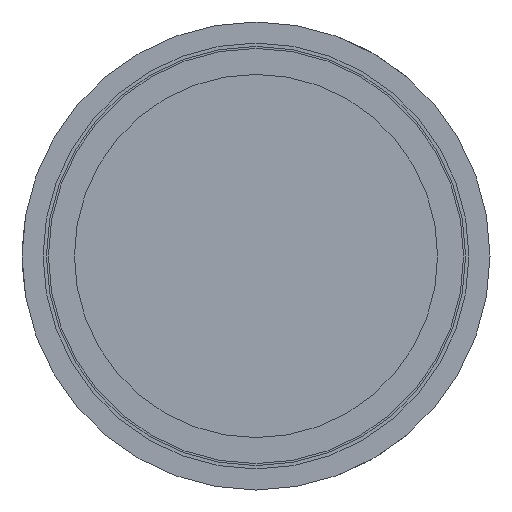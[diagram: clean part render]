
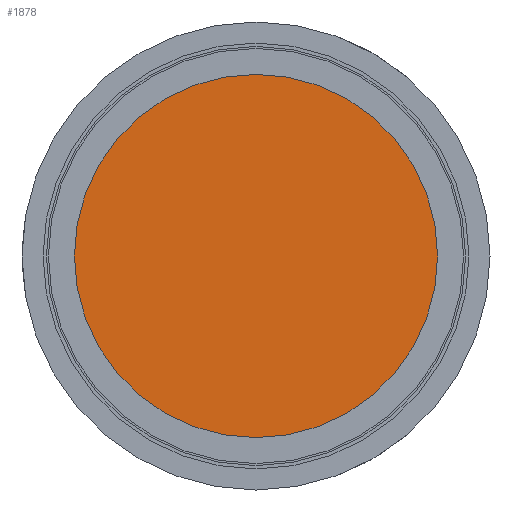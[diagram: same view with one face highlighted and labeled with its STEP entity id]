
A CAD part, left-side view. The second image highlights one B-rep face of the part: STEP entity #1878.
In plain terms, the highlighted planar face has unit normal (-1, 0, 0).
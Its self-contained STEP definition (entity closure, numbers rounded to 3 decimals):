
#172 = CIRCLE ( 'NONE', #458, 16.51 ) ;
#219 = DIRECTION ( 'NONE',  ( 1., 0., 0. ) ) ;
#254 = PLANE ( 'NONE',  #1845 ) ;
#266 = ORIENTED_EDGE ( 'NONE', *, *, #2178, .F. ) ;
#368 = AXIS2_PLACEMENT_3D ( 'NONE', #885, #219, #577 ) ;
#431 = DIRECTION ( 'NONE',  ( -1., 0., 0. ) ) ;
#454 = DIRECTION ( 'NONE',  ( 0., 1., 0. ) ) ;
#458 = AXIS2_PLACEMENT_3D ( 'NONE', #585, #1829, #454 ) ;
#577 = DIRECTION ( 'NONE',  ( 0., 1., 0. ) ) ;
#585 = CARTESIAN_POINT ( 'NONE',  ( -23.516, 0., 0. ) ) ;
#827 = EDGE_LOOP ( 'NONE', ( #1209, #266 ) ) ;
#885 = CARTESIAN_POINT ( 'NONE',  ( -23.516, 0., 0. ) ) ;
#1106 = VERTEX_POINT ( 'NONE', #1539 ) ;
#1152 = FACE_OUTER_BOUND ( 'NONE', #827, .T. ) ;
#1209 = ORIENTED_EDGE ( 'NONE', *, *, #1587, .F. ) ;
#1288 = CARTESIAN_POINT ( 'NONE',  ( -23.516, -16.708, -16.708 ) ) ;
#1539 = CARTESIAN_POINT ( 'NONE',  ( -23.516, 16.51, 0. ) ) ;
#1587 = EDGE_CURVE ( 'NONE', #1106, #1643, #172, .T. ) ;
#1643 = VERTEX_POINT ( 'NONE', #1816 ) ;
#1746 = CIRCLE ( 'NONE', #368, 16.51 ) ;
#1772 = DIRECTION ( 'NONE',  ( 0., 0., 1. ) ) ;
#1816 = CARTESIAN_POINT ( 'NONE',  ( -23.516, -16.51, 0. ) ) ;
#1829 = DIRECTION ( 'NONE',  ( 1., 0., 0. ) ) ;
#1845 = AXIS2_PLACEMENT_3D ( 'NONE', #1288, #431, #1772 ) ;
#1878 = ADVANCED_FACE ( 'NONE', ( #1152 ), #254, .T. ) ;
#2178 = EDGE_CURVE ( 'NONE', #1643, #1106, #1746, .T. ) ;
